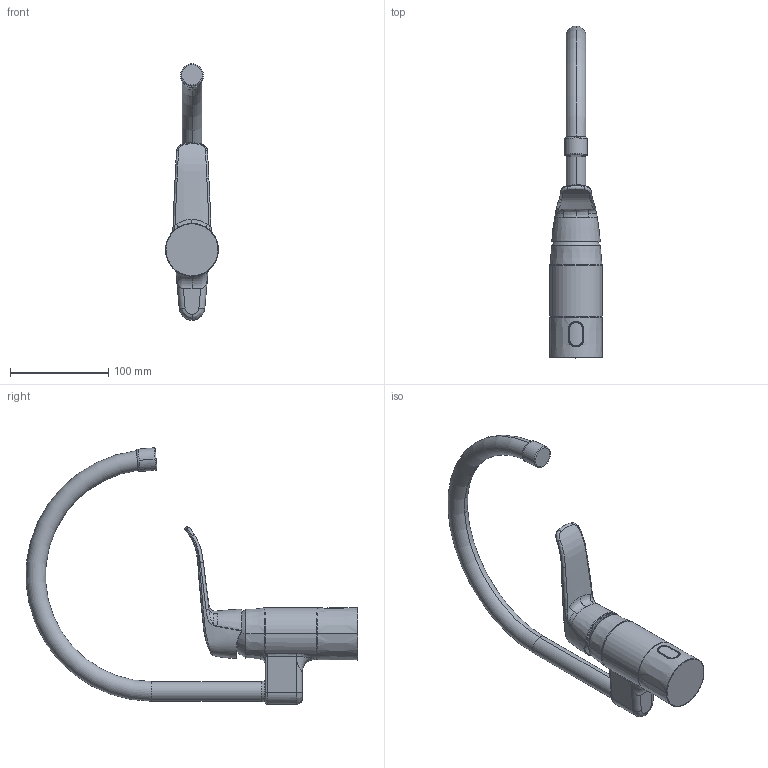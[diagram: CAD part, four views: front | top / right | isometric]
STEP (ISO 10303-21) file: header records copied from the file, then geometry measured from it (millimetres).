
FILE_DESCRIPTION (( 'STEP AP203' ), '1' );
FILE_NAME ('5738FTZ(2023)+5738FZ(2023)+46142009(2023)+46142209(2023).STEP', '2023-04-21T05:28:50', ( '' ), ( '' ), 'SwSTEP 2.0', 'SolidWorks 2016', '' );
FILE_SCHEMA (( 'CONFIG_CONTROL_DESIGN' ));
Length unit declared in the file: millimetre
Products named in the file (1): 5738FTZ(2023)+5738FZ(2023)+46142009(2023)+46142209(2023)
Bounding box: 53.72 x 337.91 x 261.12 mm (x, y, z)
Volume: 546443.7 mm3; surface area: 73204.7 mm2
Topology: 1 solids, 1 shells, 217 faces, 521 edges, 313 vertices
Faces by surface type: bspline 138, plane 36, cylinder 21, torus 13, cone 9
Entity records: 21538 total; most frequent: CARTESIAN_POINT 17521, ORIENTED_EDGE 1040, EDGE_CURVE 520, DIRECTION 475, VERTEX_POINT 313, B_SPLINE_CURVE_WITH_KNOTS 304, EDGE_LOOP 225, ADVANCED_FACE 217
